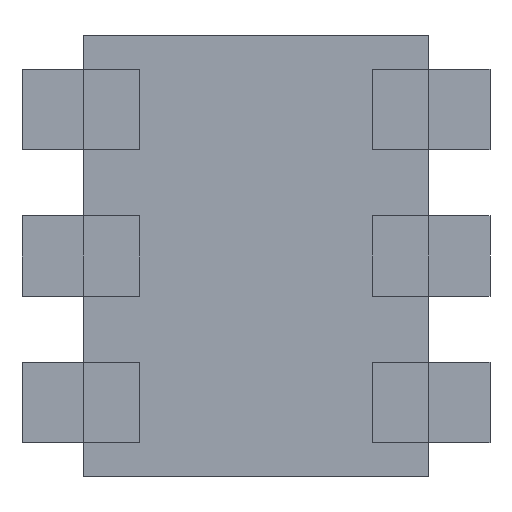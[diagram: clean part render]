
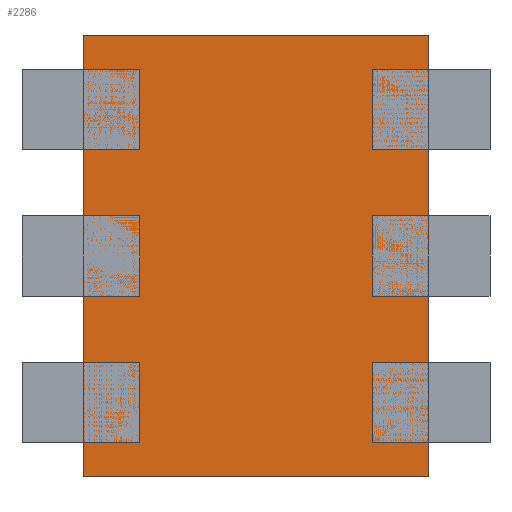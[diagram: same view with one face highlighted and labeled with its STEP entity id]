
A CAD part, front view. The second image highlights one B-rep face of the part: STEP entity #2286.
In plain terms, the highlighted planar face has unit normal (0, -1, 0).
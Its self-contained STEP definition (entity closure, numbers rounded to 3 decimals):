
#31 = LINE ( 'NONE', #2593, #2141 ) ;
#206 = LINE ( 'NONE', #1988, #873 ) ;
#242 = ORIENTED_EDGE ( 'NONE', *, *, #1146, .F. ) ;
#323 = VERTEX_POINT ( 'NONE', #357 ) ;
#357 = CARTESIAN_POINT ( 'NONE',  ( -1.5, 0., -1.91 ) ) ;
#413 = ORIENTED_EDGE ( 'NONE', *, *, #1899, .F. ) ;
#437 = VERTEX_POINT ( 'NONE', #447 ) ;
#447 = CARTESIAN_POINT ( 'NONE',  ( 1.5, 0., -1.91 ) ) ;
#623 = EDGE_CURVE ( 'NONE', #1995, #1783, #206, .T. ) ;
#866 = CARTESIAN_POINT ( 'NONE',  ( 1.5, 0., 1.91 ) ) ;
#873 = VECTOR ( 'NONE', #1752, 1000. ) ;
#913 = CARTESIAN_POINT ( 'NONE',  ( -1.5, 0., 1.91 ) ) ;
#1050 = CARTESIAN_POINT ( 'NONE',  ( 1.5, 0., 1.91 ) ) ;
#1146 = EDGE_CURVE ( 'NONE', #1783, #437, #2690, .T. ) ;
#1184 = DIRECTION ( 'NONE',  ( 0., 1., 0. ) ) ;
#1254 = DIRECTION ( 'NONE',  ( 0., 0., -1. ) ) ;
#1479 = FACE_OUTER_BOUND ( 'NONE', #1578, .T. ) ;
#1578 = EDGE_LOOP ( 'NONE', ( #2373, #413, #242, #2416 ) ) ;
#1671 = VECTOR ( 'NONE', #2059, 1000. ) ;
#1752 = DIRECTION ( 'NONE',  ( 1., 0., 0. ) ) ;
#1783 = VERTEX_POINT ( 'NONE', #866 ) ;
#1822 = VECTOR ( 'NONE', #1254, 1000. ) ;
#1828 = CARTESIAN_POINT ( 'NONE',  ( -1.5, 0., 1.91 ) ) ;
#1899 = EDGE_CURVE ( 'NONE', #437, #323, #31, .T. ) ;
#1954 = DIRECTION ( 'NONE',  ( -1., 0., 0. ) ) ;
#1988 = CARTESIAN_POINT ( 'NONE',  ( 1.5, 0., 1.91 ) ) ;
#1995 = VERTEX_POINT ( 'NONE', #913 ) ;
#2059 = DIRECTION ( 'NONE',  ( 0., 0., 1. ) ) ;
#2141 = VECTOR ( 'NONE', #1954, 1000. ) ;
#2245 = CARTESIAN_POINT ( 'NONE',  ( 0., 0., 0. ) ) ;
#2286 = ADVANCED_FACE ( 'NONE', ( #1479 ), #2669, .F. ) ;
#2353 = AXIS2_PLACEMENT_3D ( 'NONE', #2245, #1184, #2658 ) ;
#2373 = ORIENTED_EDGE ( 'NONE', *, *, #2693, .F. ) ;
#2416 = ORIENTED_EDGE ( 'NONE', *, *, #623, .F. ) ;
#2593 = CARTESIAN_POINT ( 'NONE',  ( 1.5, 0., -1.91 ) ) ;
#2596 = LINE ( 'NONE', #1828, #1671 ) ;
#2658 = DIRECTION ( 'NONE',  ( 0., 0., 1. ) ) ;
#2669 = PLANE ( 'NONE',  #2353 ) ;
#2690 = LINE ( 'NONE', #1050, #1822 ) ;
#2693 = EDGE_CURVE ( 'NONE', #323, #1995, #2596, .T. ) ;
